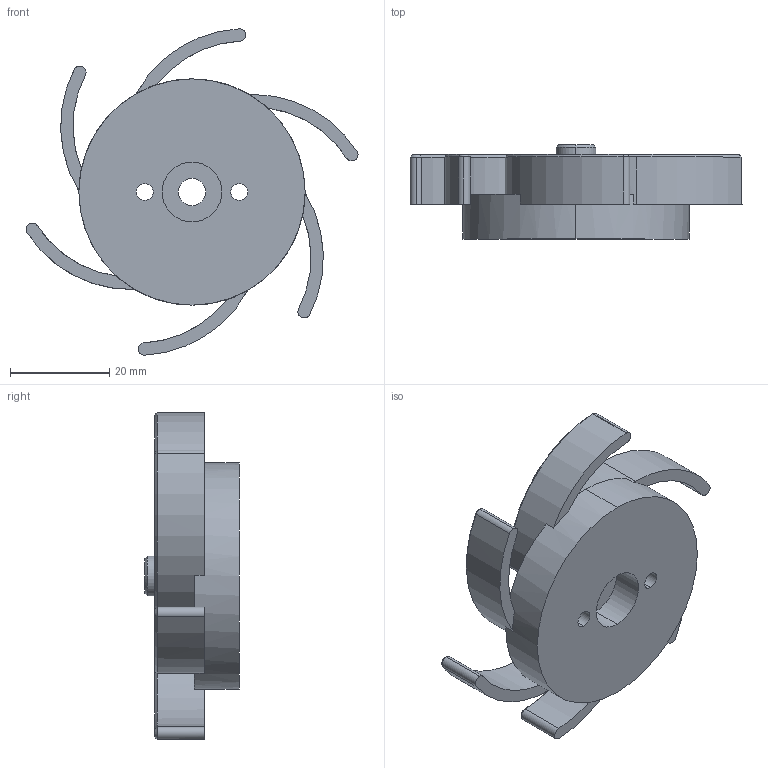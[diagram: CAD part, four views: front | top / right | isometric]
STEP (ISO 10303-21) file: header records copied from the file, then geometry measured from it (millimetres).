
FILE_DESCRIPTION (( 'STEP AP214' ), '1' );
FILE_NAME ('Impeller_June10.STEP', '2026-01-14T18:35:58', ( '' ), ( '' ), 'SwSTEP 2.0', 'SolidWorks 2026', '' );
FILE_SCHEMA (( 'AUTOMOTIVE_DESIGN' ));
Length unit declared in the file: millimetre
Products named in the file (1): Impeller_June10
Bounding box: 66.77 x 19 x 65.66 mm (x, y, z)
Volume: 19075 mm3; surface area: 10369.8 mm2
Topology: 1 solids, 1 shells, 102 faces, 259 edges, 163 vertices
Faces by surface type: cylinder 48, cone 34, plane 18, torus 2
Entity records: 3171 total; most frequent: DIRECTION 630, CARTESIAN_POINT 525, ORIENTED_EDGE 518, AXIS2_PLACEMENT_3D 268, EDGE_CURVE 259, CIRCLE 165, VERTEX_POINT 163, EDGE_LOOP 112
